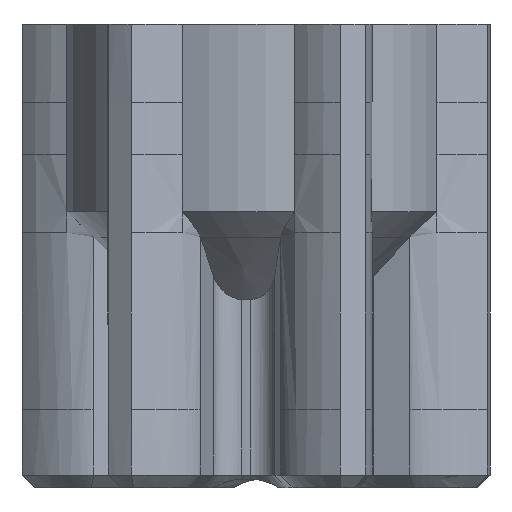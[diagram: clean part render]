
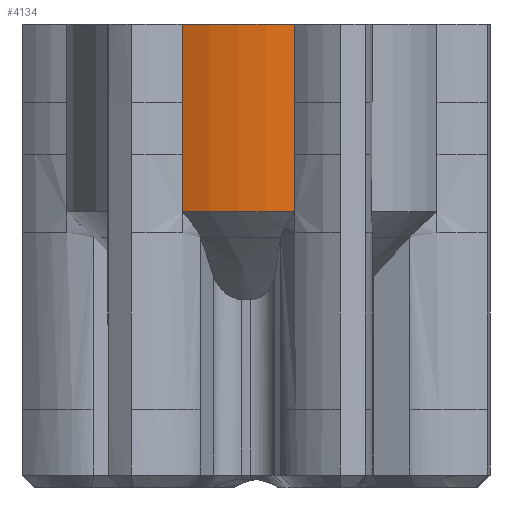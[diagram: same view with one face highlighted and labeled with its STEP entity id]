
A CAD part, left-side view. The second image highlights one B-rep face of the part: STEP entity #4134.
In plain terms, the highlighted cylindrical face has radius 3.662 mm (diameter 7.323 mm), a partial arc.
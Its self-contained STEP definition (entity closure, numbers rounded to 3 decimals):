
#538=FACE_OUTER_BOUND('',#769,.T.);
#769=EDGE_LOOP('',(#3667,#3668,#3669,#3670,#3671,#3672,#3673,#3674));
#1031=LINE('',#14001,#1336);
#1045=LINE('',#15745,#1350);
#1046=LINE('',#15767,#1351);
#1069=LINE('',#16624,#1374);
#1072=LINE('',#16774,#1377);
#1087=LINE('',#18004,#1392);
#1336=VECTOR('',#5218,10.);
#1350=VECTOR('',#5232,10.);
#1351=VECTOR('',#5233,10.);
#1374=VECTOR('',#5256,10.);
#1377=VECTOR('',#5259,10.);
#1392=VECTOR('',#5308,10.);
#1483=CIRCLE('',#4290,3.662);
#1559=CIRCLE('',#4448,3.662);
#1677=VERTEX_POINT('',#6031);
#1678=VERTEX_POINT('',#6078);
#1886=VERTEX_POINT('',#13978);
#1902=VERTEX_POINT('',#15738);
#1904=VERTEX_POINT('',#15759);
#1905=VERTEX_POINT('',#15766);
#1935=VERTEX_POINT('',#16623);
#1938=VERTEX_POINT('',#16751);
#2113=EDGE_CURVE('',#1677,#1678,#1483,.T.);
#2442=EDGE_CURVE('',#1677,#1886,#1031,.T.);
#2469=EDGE_CURVE('',#1886,#1902,#1045,.T.);
#2471=EDGE_CURVE('',#1904,#1905,#1046,.T.);
#2514=EDGE_CURVE('',#1935,#1905,#1069,.T.);
#2519=EDGE_CURVE('',#1902,#1938,#1072,.T.);
#2562=EDGE_CURVE('',#1935,#1938,#1559,.T.);
#2571=EDGE_CURVE('',#1904,#1678,#1087,.T.);
#3667=ORIENTED_EDGE('',*,*,#2113,.F.);
#3668=ORIENTED_EDGE('',*,*,#2442,.T.);
#3669=ORIENTED_EDGE('',*,*,#2469,.T.);
#3670=ORIENTED_EDGE('',*,*,#2519,.T.);
#3671=ORIENTED_EDGE('',*,*,#2562,.F.);
#3672=ORIENTED_EDGE('',*,*,#2514,.T.);
#3673=ORIENTED_EDGE('',*,*,#2471,.F.);
#3674=ORIENTED_EDGE('',*,*,#2571,.T.);
#3912=CYLINDRICAL_SURFACE('',#4455,3.662);
#4134=ADVANCED_FACE('',(#538),#3912,.T.);
#4290=AXIS2_PLACEMENT_3D('',#6079,#4752,#4753);
#4448=AXIS2_PLACEMENT_3D('',#17890,#5286,#5287);
#4455=AXIS2_PLACEMENT_3D('',#18003,#5306,#5307);
#4752=DIRECTION('center_axis',(0.,0.,
-1.));
#4753=DIRECTION('ref_axis',(0.908,0.419,0.));
#5218=DIRECTION('',(0.,0.,1.));
#5232=DIRECTION('',(0.,0.,1.));
#5233=DIRECTION('',(0.,0.,1.));
#5256=DIRECTION('',(0.,0.,-1.));
#5259=DIRECTION('',(0.,0.,1.));
#5286=DIRECTION('center_axis',(0.,0.,
1.));
#5287=DIRECTION('ref_axis',(-0.91,-0.414,0.));
#5306=DIRECTION('center_axis',(0.,0.,
1.));
#5307=DIRECTION('ref_axis',(0.908,0.419,0.));
#5308=DIRECTION('',(0.,0.,-1.));
#6031=CARTESIAN_POINT('',(-3.586,-0.742,0.75));
#6078=CARTESIAN_POINT('',(-3.377,1.417,0.75));
#6079=CARTESIAN_POINT('Origin',(0.,0.,
0.75));
#13978=CARTESIAN_POINT('',(-3.586,-0.742,1.85));
#14001=CARTESIAN_POINT('',(-3.586,-0.742,0.35));
#15738=CARTESIAN_POINT('',(-3.586,-0.742,2.85));
#15745=CARTESIAN_POINT('',(-3.586,-0.742,1.85));
#15759=CARTESIAN_POINT('',(-3.377,1.417,1.85));
#15766=CARTESIAN_POINT('',(-3.377,1.417,2.85));
#15767=CARTESIAN_POINT('',(-3.377,1.417,1.85));
#16623=CARTESIAN_POINT('',(-3.377,1.417,4.35));
#16624=CARTESIAN_POINT('',(-3.377,1.417,1.35));
#16751=CARTESIAN_POINT('',(-3.586,-0.742,4.35));
#16774=CARTESIAN_POINT('',(-3.586,-0.742,1.35));
#17890=CARTESIAN_POINT('Origin',(0.,0.,
4.35));
#18003=CARTESIAN_POINT('Origin',(0.,0.,
-0.75));
#18004=CARTESIAN_POINT('',(-3.377,1.417,0.35));
